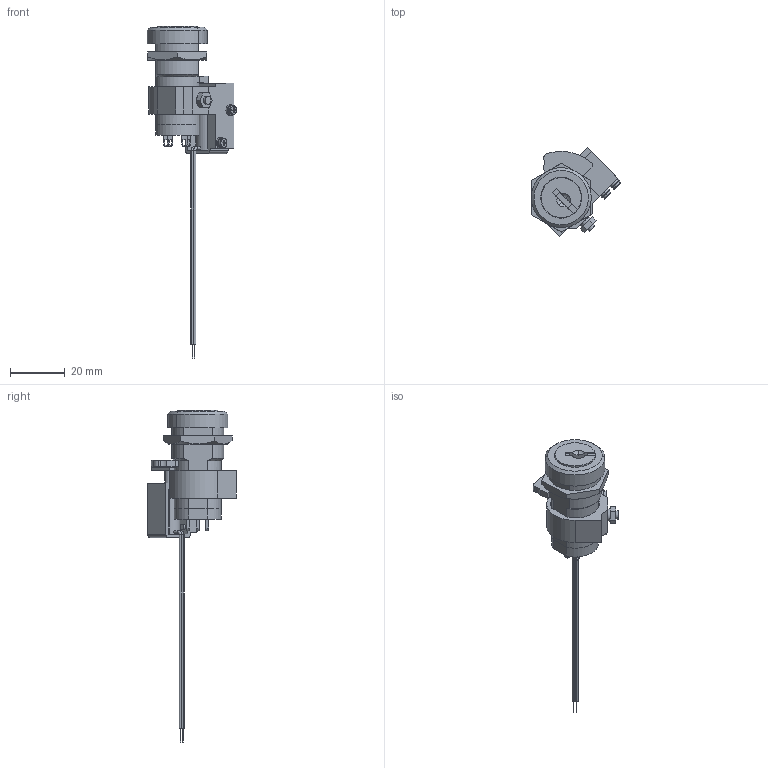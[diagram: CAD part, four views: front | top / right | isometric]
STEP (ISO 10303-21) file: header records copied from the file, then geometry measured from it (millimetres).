
FILE_DESCRIPTION (( 'STEP AP203' ), '1' );
FILE_NAME ('S-387-F-90-E-2.STEP', '2019-04-12T07:58:38', ( '' ), ( '' ), 'SwSTEP 2.0', 'SolidWorks 2014', '' );
FILE_SCHEMA (( 'CONFIG_CONTROL_DESIGN' ));
Length unit declared in the file: millimetre
Products named in the file (9): S-387-F-90-E-2_レバー; S-387-F-90-E-2_線; S-387-F-90-E-2_スリーブ; S-387-F-90-E-2; S-387-F-90-E-2_ホルダー; S-387-F-90-E-2_M19僫僢僩; S-387-F-90-E-2_ローター; S-387-F-90-E-2_化粧ナット; S-387-F-90-E-2_なべネジ
Assembly tree (10 placements, depth 2):
  S-387-F-90-E-2
    S-387-F-90-E-2_スリーブ
    S-387-F-90-E-2_ローター
    S-387-F-90-E-2_レバー
    S-387-F-90-E-2_ホルダー
    S-387-F-90-E-2_化粧ナット
    S-387-F-90-E-2_線  x2
    S-387-F-90-E-2_M19僫僢僩
    S-387-F-90-E-2_なべネジ  x2
Bounding box: 32.75 x 32.53 x 121.8 mm (x, y, z)
Volume: 11353.8 mm3; surface area: 12563.7 mm2
Topology: 11 solids, 11 shells, 322 faces, 807 edges, 526 vertices
Faces by surface type: plane 196, cylinder 104, torus 16, cone 6
Entity records: 9810 total; most frequent: CARTESIAN_POINT 1658, DIRECTION 1531, ORIENTED_EDGE 1450, EDGE_CURVE 725, AXIS2_PLACEMENT_3D 531, VERTEX_POINT 474, LINE 469, VECTOR 469
